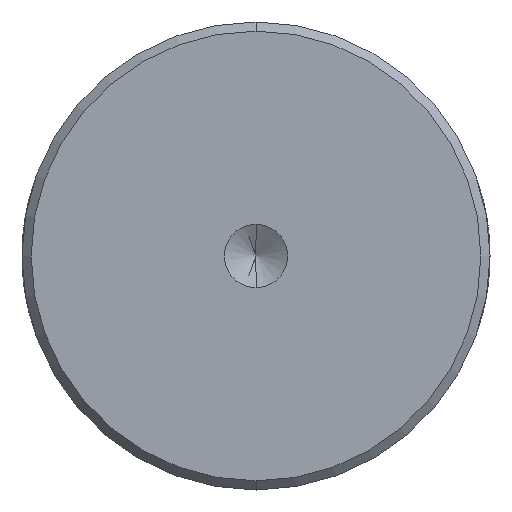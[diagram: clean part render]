
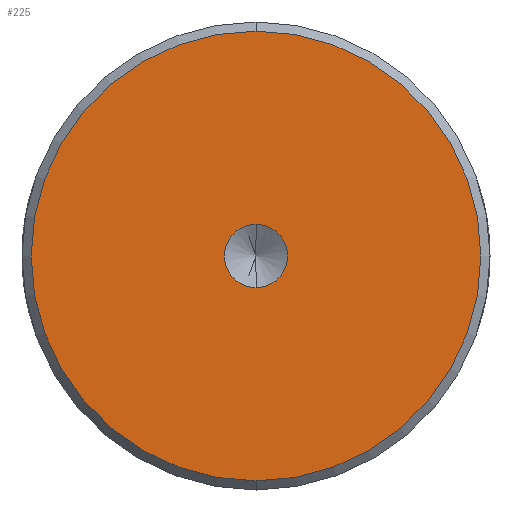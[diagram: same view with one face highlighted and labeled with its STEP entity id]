
A CAD part, front view. The second image highlights one B-rep face of the part: STEP entity #225.
In plain terms, the highlighted planar face has unit normal (0, -1, 0).
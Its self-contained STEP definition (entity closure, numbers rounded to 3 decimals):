
#23 = AXIS2_PLACEMENT_3D ( 'NONE', #898, #1065, #631 ) ;
#40 = CARTESIAN_POINT ( 'NONE',  ( 0., 0., 0. ) ) ;
#64 = DIRECTION ( 'NONE',  ( 0., 0., -1. ) ) ;
#80 = AXIS2_PLACEMENT_3D ( 'NONE', #487, #677, #64 ) ;
#121 = CARTESIAN_POINT ( 'NONE',  ( 0., 0., 1.727 ) ) ;
#165 = VERTEX_POINT ( 'NONE', #926 ) ;
#170 = DIRECTION ( 'NONE',  ( 0., 0., -1. ) ) ;
#197 = EDGE_CURVE ( 'NONE', #611, #667, #1063, .T. ) ;
#225 = ADVANCED_FACE ( 'NONE', ( #780, #963 ), #234, .F. ) ;
#234 = PLANE ( 'NONE',  #763 ) ;
#264 = ORIENTED_EDGE ( 'NONE', *, *, #197, .T. ) ;
#273 = DIRECTION ( 'NONE',  ( 0., -1., 0. ) ) ;
#324 = DIRECTION ( 'NONE',  ( 0., 1., 0. ) ) ;
#348 = EDGE_CURVE ( 'NONE', #667, #611, #752, .T. ) ;
#361 = EDGE_LOOP ( 'NONE', ( #497, #264 ) ) ;
#395 = EDGE_CURVE ( 'NONE', #165, #996, #952, .T. ) ;
#407 = DIRECTION ( 'NONE',  ( 0., 0., 1. ) ) ;
#424 = CIRCLE ( 'NONE', #511, 1.727 ) ;
#458 = CARTESIAN_POINT ( 'NONE',  ( 0., 0., -12.25 ) ) ;
#487 = CARTESIAN_POINT ( 'NONE',  ( 0., 0., 0. ) ) ;
#497 = ORIENTED_EDGE ( 'NONE', *, *, #348, .T. ) ;
#511 = AXIS2_PLACEMENT_3D ( 'NONE', #40, #651, #551 ) ;
#551 = DIRECTION ( 'NONE',  ( 0., 0., -1. ) ) ;
#580 = CARTESIAN_POINT ( 'NONE',  ( 0., 0., 0. ) ) ;
#611 = VERTEX_POINT ( 'NONE', #458 ) ;
#616 = EDGE_CURVE ( 'NONE', #996, #165, #424, .T. ) ;
#631 = DIRECTION ( 'NONE',  ( 0., 0., -1. ) ) ;
#651 = DIRECTION ( 'NONE',  ( 0., -1., 0. ) ) ;
#667 = VERTEX_POINT ( 'NONE', #901 ) ;
#677 = DIRECTION ( 'NONE',  ( 0., -1., 0. ) ) ;
#697 = ORIENTED_EDGE ( 'NONE', *, *, #616, .F. ) ;
#743 = EDGE_LOOP ( 'NONE', ( #906, #697 ) ) ;
#752 = CIRCLE ( 'NONE', #941, 12.25 ) ;
#763 = AXIS2_PLACEMENT_3D ( 'NONE', #580, #324, #407 ) ;
#780 = FACE_BOUND ( 'NONE', #743, .T. ) ;
#898 = CARTESIAN_POINT ( 'NONE',  ( 0., 0., 0. ) ) ;
#901 = CARTESIAN_POINT ( 'NONE',  ( 0., 0., 12.25 ) ) ;
#906 = ORIENTED_EDGE ( 'NONE', *, *, #395, .F. ) ;
#926 = CARTESIAN_POINT ( 'NONE',  ( 0., 0., -1.727 ) ) ;
#941 = AXIS2_PLACEMENT_3D ( 'NONE', #1052, #273, #170 ) ;
#952 = CIRCLE ( 'NONE', #23, 1.727 ) ;
#963 = FACE_OUTER_BOUND ( 'NONE', #361, .T. ) ;
#996 = VERTEX_POINT ( 'NONE', #121 ) ;
#1052 = CARTESIAN_POINT ( 'NONE',  ( 0., 0., 0. ) ) ;
#1063 = CIRCLE ( 'NONE', #80, 12.25 ) ;
#1065 = DIRECTION ( 'NONE',  ( 0., -1., 0. ) ) ;
